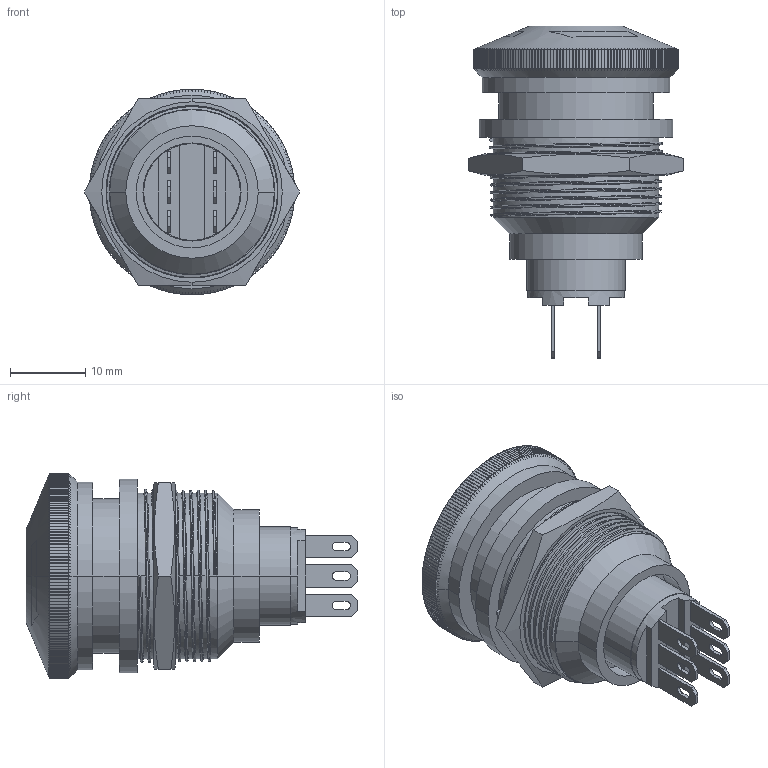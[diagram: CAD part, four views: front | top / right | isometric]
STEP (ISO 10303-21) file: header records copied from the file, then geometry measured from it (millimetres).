
FILE_DESCRIPTION(('STEP AP214'),'1');
FILE_NAME('E-Stop.stp','2022-05-02T18:41:50',(' '),(' '),'Spatial InterOp 3D',' ',' ');
FILE_SCHEMA(('AUTOMOTIVE_DESIGN { 1 0 10303 214 1 1 1 1 }'));
Length unit declared in the file: millimetre
Products named in the file (1): Szilárdtest
Bounding box: 28.64 x 44.15 x 27.34 mm (x, y, z)
Volume: 13253.2 mm3; surface area: 6657.2 mm2
Topology: 6 solids, 6 shells, 811 faces, 2341 edges, 1556 vertices
Faces by surface type: plane 515, cylinder 276, cone 14, bspline 6
Entity records: 46023 total; most frequent: CARTESIAN_POINT 26547, ORIENTED_EDGE 4682, DIRECTION 3604, EDGE_CURVE 2341, VERTEX_POINT 1556, AXIS2_PLACEMENT_3D 1339, LINE 926, VECTOR 926
